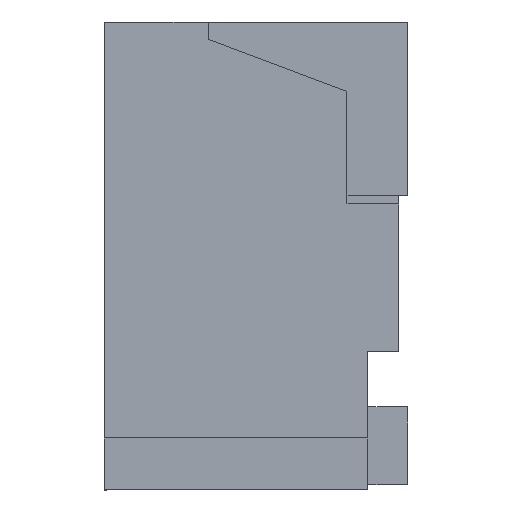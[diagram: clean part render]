
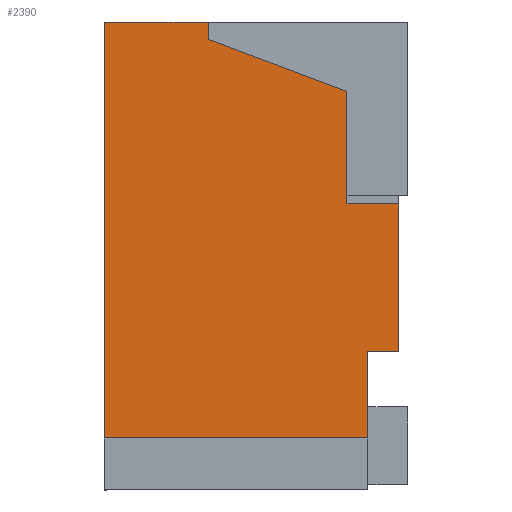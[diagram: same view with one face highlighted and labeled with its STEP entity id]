
A CAD part, left-side view. The second image highlights one B-rep face of the part: STEP entity #2390.
In plain terms, the highlighted planar face has unit normal (-1, 0, 0).
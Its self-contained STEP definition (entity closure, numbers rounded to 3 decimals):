
#1 = ORIENTED_EDGE ( 'NONE', *, *, #497, .F. ) ;
#2 = ORIENTED_EDGE ( 'NONE', *, *, #500, .F. ) ;
#10 = ORIENTED_EDGE ( 'NONE', *, *, #2412, .F. ) ;
#11 = ORIENTED_EDGE ( 'NONE', *, *, #2392, .F. ) ;
#12 = ORIENTED_EDGE ( 'NONE', *, *, #45, .F. ) ;
#13 = EDGE_CURVE ( 'NONE', #484, #2437, #649, .T. ) ;
#35 = EDGE_CURVE ( 'NONE', #109, #439, #657, .T. ) ;
#45 = EDGE_CURVE ( 'NONE', #2417, #540, #680, .T. ) ;
#109 = VERTEX_POINT ( 'NONE', #821 ) ;
#185 = ORIENTED_EDGE ( 'NONE', *, *, #483, .F. ) ;
#192 = ORIENTED_EDGE ( 'NONE', *, *, #13, .F. ) ;
#439 = VERTEX_POINT ( 'NONE', #1803 ) ;
#443 = VERTEX_POINT ( 'NONE', #1801 ) ;
#483 = EDGE_CURVE ( 'NONE', #540, #484, #1964, .T. ) ;
#484 = VERTEX_POINT ( 'NONE', #1960 ) ;
#497 = EDGE_CURVE ( 'NONE', #439, #443, #1983, .T. ) ;
#500 = EDGE_CURVE ( 'NONE', #443, #507, #1975, .T. ) ;
#507 = VERTEX_POINT ( 'NONE', #2061 ) ;
#540 = VERTEX_POINT ( 'NONE', #2097 ) ;
#646 = DIRECTION ( 'NONE',  ( 0., 1., 0. ) ) ;
#647 = VECTOR ( 'NONE', #646, 1000. ) ;
#648 = CARTESIAN_POINT ( 'NONE',  ( -2.1, 1.7, 1.2 ) ) ;
#649 = LINE ( 'NONE', #648, #647 ) ;
#654 = DIRECTION ( 'NONE',  ( 0., -1., 0. ) ) ;
#655 = VECTOR ( 'NONE', #654, 1000. ) ;
#656 = CARTESIAN_POINT ( 'NONE',  ( -2.1, 1.7, 3.6 ) ) ;
#657 = LINE ( 'NONE', #656, #655 ) ;
#677 = DIRECTION ( 'NONE',  ( 0., 1., 0. ) ) ;
#678 = VECTOR ( 'NONE', #677, 1000. ) ;
#679 = CARTESIAN_POINT ( 'NONE',  ( -2.1, 0., 1.7 ) ) ;
#680 = LINE ( 'NONE', #679, #678 ) ;
#821 = CARTESIAN_POINT ( 'NONE',  ( -2.1, 1.7, 3.6 ) ) ;
#1801 = CARTESIAN_POINT ( 'NONE',  ( -2.1, 1.1, 3.5 ) ) ;
#1803 = CARTESIAN_POINT ( 'NONE',  ( -2.1, 1.1, 3.6 ) ) ;
#1960 = CARTESIAN_POINT ( 'NONE',  ( -2.1, 0.18, 1.2 ) ) ;
#1961 = DIRECTION ( 'NONE',  ( 0., 0., -1. ) ) ;
#1962 = VECTOR ( 'NONE', #1961, 1000. ) ;
#1963 = CARTESIAN_POINT ( 'NONE',  ( -2.1, 0.18, 1.7 ) ) ;
#1964 = LINE ( 'NONE', #1963, #1962 ) ;
#1972 = DIRECTION ( 'NONE',  ( 0., -0.936, -0.351 ) ) ;
#1973 = VECTOR ( 'NONE', #1972, 1000. ) ;
#1974 = CARTESIAN_POINT ( 'NONE',  ( -2.1, 1.1, 3.5 ) ) ;
#1975 = LINE ( 'NONE', #1974, #1973 ) ;
#1980 = DIRECTION ( 'NONE',  ( 0., 0., -1. ) ) ;
#1981 = VECTOR ( 'NONE', #1980, 1000. ) ;
#1982 = CARTESIAN_POINT ( 'NONE',  ( -2.1, 1.1, 3.6 ) ) ;
#1983 = LINE ( 'NONE', #1982, #1981 ) ;
#2061 = CARTESIAN_POINT ( 'NONE',  ( -2.1, 0.3, 3.2 ) ) ;
#2097 = CARTESIAN_POINT ( 'NONE',  ( -2.1, 0.18, 1.7 ) ) ;
#2199 = DIRECTION ( 'NONE',  ( 0., -1., 0. ) ) ;
#2200 = DIRECTION ( 'NONE',  ( -1., 0., 0. ) ) ;
#2201 = CARTESIAN_POINT ( 'NONE',  ( -2.1, 1.7, 3.6 ) ) ;
#2202 = AXIS2_PLACEMENT_3D ( 'NONE', #2201, #2200, #2199 ) ;
#2203 = PLANE ( 'NONE',  #2202 ) ;
#2218 = FACE_OUTER_BOUND ( 'NONE', #2391, .T. ) ;
#2219 = DIRECTION ( 'NONE',  ( 0., -1., 0. ) ) ;
#2220 = VECTOR ( 'NONE', #2219, 1000. ) ;
#2221 = CARTESIAN_POINT ( 'NONE',  ( -2.1, 0.3, 2.55 ) ) ;
#2222 = LINE ( 'NONE', #2221, #2220 ) ;
#2224 = DIRECTION ( 'NONE',  ( 0., 0., -1. ) ) ;
#2225 = VECTOR ( 'NONE', #2224, 1000. ) ;
#2226 = CARTESIAN_POINT ( 'NONE',  ( -2.1, 0.3, 3.2 ) ) ;
#2227 = LINE ( 'NONE', #2226, #2225 ) ;
#2256 = CARTESIAN_POINT ( 'NONE',  ( -2.1, 0.3, 2.55 ) ) ;
#2257 = DIRECTION ( 'NONE',  ( 0., 0., 1. ) ) ;
#2258 = VECTOR ( 'NONE', #2257, 1000. ) ;
#2259 = CARTESIAN_POINT ( 'NONE',  ( -2.1, 1.7, 0.9 ) ) ;
#2260 = LINE ( 'NONE', #2259, #2258 ) ;
#2273 = CARTESIAN_POINT ( 'NONE',  ( -2.1, 0., 1.7 ) ) ;
#2279 = CARTESIAN_POINT ( 'NONE',  ( -2.1, 0., 2.55 ) ) ;
#2280 = DIRECTION ( 'NONE',  ( 0., 0., -1. ) ) ;
#2281 = VECTOR ( 'NONE', #2280, 1000. ) ;
#2282 = CARTESIAN_POINT ( 'NONE',  ( -2.1, 0., 3.6 ) ) ;
#2283 = LINE ( 'NONE', #2282, #2281 ) ;
#2362 = CARTESIAN_POINT ( 'NONE',  ( -2.1, 1.7, 1.2 ) ) ;
#2386 = EDGE_CURVE ( 'NONE', #507, #2393, #2227, .T. ) ;
#2387 = ORIENTED_EDGE ( 'NONE', *, *, #2389, .F. ) ;
#2388 = ORIENTED_EDGE ( 'NONE', *, *, #2386, .F. ) ;
#2389 = EDGE_CURVE ( 'NONE', #2393, #2413, #2222, .T. ) ;
#2390 = ADVANCED_FACE ( 'NONE', ( #2218 ), #2203, .T. ) ;
#2391 = EDGE_LOOP ( 'NONE', ( #2387, #2388, #2, #1, #2396, #11, #192, #185, #12, #10 ) ) ;
#2392 = EDGE_CURVE ( 'NONE', #2437, #109, #2260, .T. ) ;
#2393 = VERTEX_POINT ( 'NONE', #2256 ) ;
#2396 = ORIENTED_EDGE ( 'NONE', *, *, #35, .F. ) ;
#2412 = EDGE_CURVE ( 'NONE', #2413, #2417, #2283, .T. ) ;
#2413 = VERTEX_POINT ( 'NONE', #2279 ) ;
#2417 = VERTEX_POINT ( 'NONE', #2273 ) ;
#2437 = VERTEX_POINT ( 'NONE', #2362 ) ;
